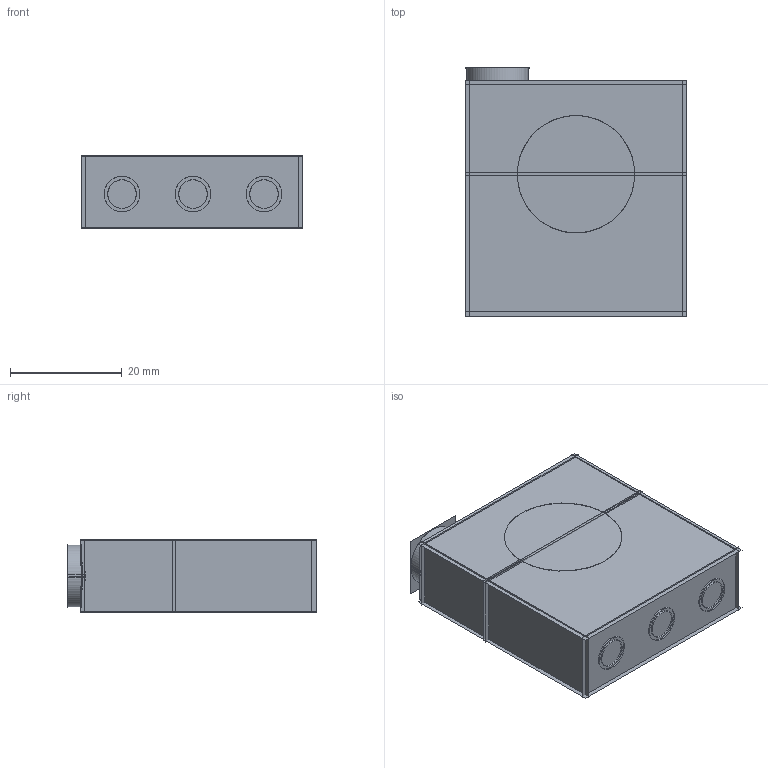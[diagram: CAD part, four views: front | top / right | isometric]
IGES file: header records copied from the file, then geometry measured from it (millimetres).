
Start section:  PTC IGES file: 215110.igs
Global section: file name: 215110.igs; native system: Creo Parametric by PTC Inc.; preprocessor: 2018300; author: pdmadmin; organization: Unknown; date: 20191211.094609; units: millimetre
Bounding box: 39.62 x 44.51 x 13.21 mm (x, y, z)
Volume: 15352.3 mm3; surface area: 48212.6 mm2
Topology: 1 solids, 5 shells, 112 faces, 614 edges, 801 vertices
Faces by surface type: revolution 64, bspline 48
